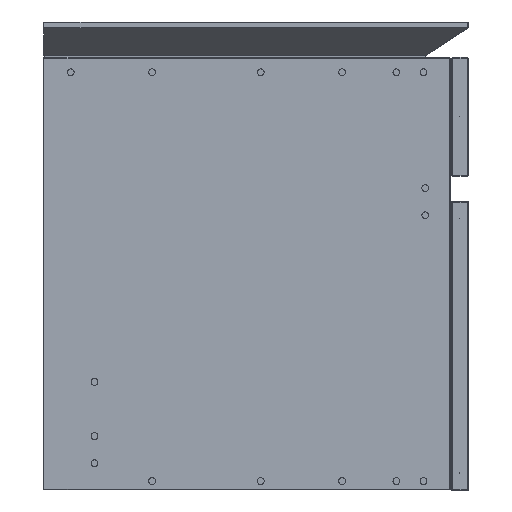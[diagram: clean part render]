
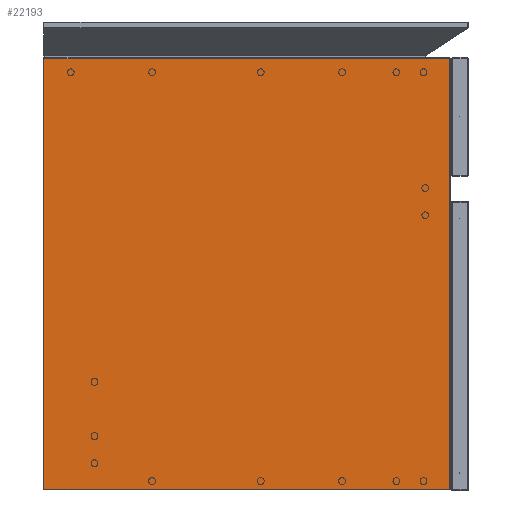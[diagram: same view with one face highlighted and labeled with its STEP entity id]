
A CAD part, left-side view. The second image highlights one B-rep face of the part: STEP entity #22193.
In plain terms, the highlighted planar face has unit normal (-1, 0, 0).
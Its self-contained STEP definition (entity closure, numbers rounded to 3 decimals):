
#22098=CARTESIAN_POINT('',(358.601,35361.82,-0.8));
#22099=VERTEX_POINT('',#22098);
#22106=CARTESIAN_POINT('',(358.601,34883.62,-0.8));
#22107=VERTEX_POINT('',#22106);
#22108=CARTESIAN_POINT('',(358.601,35361.82,-0.8));
#22109=DIRECTION('',(0.0,-1.0,0.0));
#22110=VECTOR('',#22109,478.2);
#22111=LINE('',#22108,#22110);
#22112=EDGE_CURVE('',#22099,#22107,#22111,.T.);
#22129=CARTESIAN_POINT('',(358.601,34883.62,-509.2));
#22130=VERTEX_POINT('',#22129);
#22131=CARTESIAN_POINT('',(358.601,34883.62,-0.8));
#22132=DIRECTION('',(0.0,0.0,-1.0));
#22133=VECTOR('',#22132,508.4);
#22134=LINE('',#22131,#22133);
#22135=EDGE_CURVE('',#22107,#22130,#22134,.T.);
#22170=CARTESIAN_POINT('',(358.601,35122.72,-0.799));
#22171=DIRECTION('',(-1.0,0.0,0.0));
#22172=DIRECTION('',(0.0,0.0,1.0));
#22173=AXIS2_PLACEMENT_3D('',#22170,#22171,#22172);
#22174=PLANE('',#22173);
#22175=ORIENTED_EDGE('',*,*,#22112,.F.);
#22176=CARTESIAN_POINT('',(358.601,35361.82,-509.2));
#22177=VERTEX_POINT('',#22176);
#22178=CARTESIAN_POINT('',(358.601,35361.82,-509.2));
#22179=DIRECTION('',(0.0,0.0,1.0));
#22180=VECTOR('',#22179,508.4);
#22181=LINE('',#22178,#22180);
#22182=EDGE_CURVE('',#22177,#22099,#22181,.T.);
#22183=ORIENTED_EDGE('',*,*,#22182,.F.);
#22184=CARTESIAN_POINT('',(358.601,34883.62,-509.2));
#22185=DIRECTION('',(0.0,1.0,0.0));
#22186=VECTOR('',#22185,478.2);
#22187=LINE('',#22184,#22186);
#22188=EDGE_CURVE('',#22130,#22177,#22187,.T.);
#22189=ORIENTED_EDGE('',*,*,#22188,.F.);
#22190=ORIENTED_EDGE('',*,*,#22135,.F.);
#22191=EDGE_LOOP('',(#22175,#22183,#22189,#22190));
#22192=FACE_OUTER_BOUND('',#22191,.T.);
#22193=ADVANCED_FACE('',(#22192),#22174,.T.);
